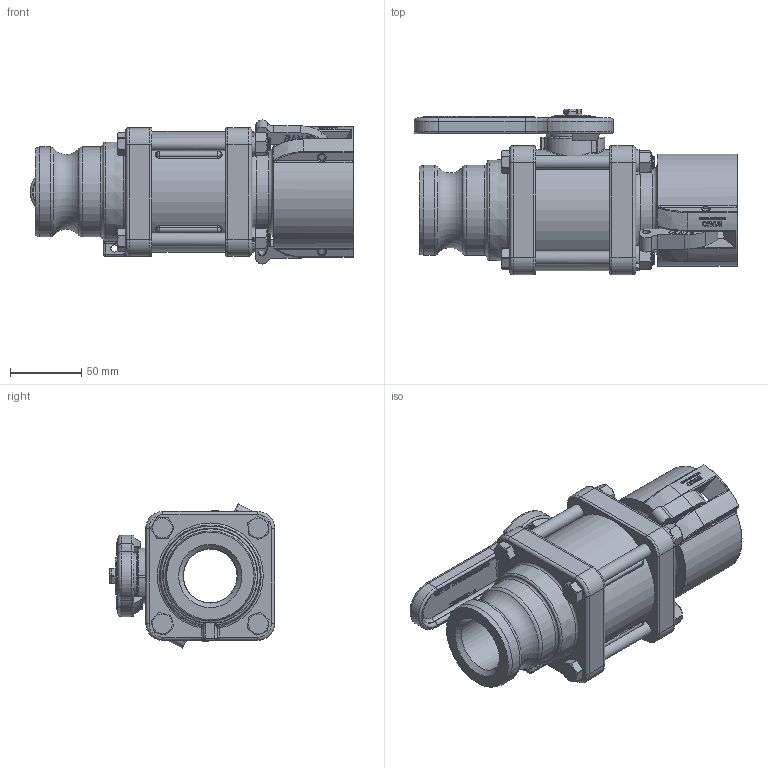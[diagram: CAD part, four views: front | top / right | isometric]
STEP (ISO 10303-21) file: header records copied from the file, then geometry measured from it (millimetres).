
FILE_DESCRIPTION(/* description */ ('2" FMLE X MALE COUPLER VALVE'),/* implementation_level */ '2;1');
FILE_NAME(/* name */ 'VFB201.stp',/* time_stamp */ '2023-05-04T09:50:48-04:00',/* author */ ('MEG'),/* organization */ (''),/* preprocessor_version */ 'ST-DEVELOPER v18.1',/* originating_system */ 'Autodesk Inventor 2022',/* authorisation */ '');
FILE_SCHEMA (('AUTOMOTIVE_DESIGN { 1 0 10303 214 3 1 1 }'));
Products named in the file (27): VFB201; V20254; V20017; V20018; V20019; V20020; V20021; V20151M; V20151; V20153SH; V20159; V20163; V20255A; V20255AM; V20255AX; V20258A; V20264; VB20256; VMB20256; VYMB20256; VYB20256; VXB20256; 150(200)XKS; 200P; VF20256; VXF20256; V20060
Assembly tree (39 placements, depth 6):
  VFB201
    V20254
    V20017  x4
    V20018  x4
    V20019  x4
    V20020
    V20021
    V20151M
      V20151
    V20153SH
    V20159
    V20163
    V20255A
      V20255AM
        V20255AX
    V20258A  x2
    V20264  x2
    VB20256
      VMB20256
        VYMB20256
          VYB20256
            VXB20256
      150(200)XKS  x2
      200P  x2
    VF20256
      VXF20256
    V20060
Bounding box: 227.08 x 116.1 x 101.05 mm (x, y, z)
Volume: 822916.8 mm3; surface area: 224122.1 mm2
Topology: 32 solids, 32 shells, 2678 faces, 6776 edges, 4320 vertices
Faces by surface type: plane 1140, cylinder 556, bspline 526, cone 349, torus 99, sphere 8
Full cylindrical faces by diameter (mm): 4.953 x2, 4.978 x1, 5.055 x1, 6.325 x2, 6.35 x4, 6.553 x2, 7.144 x1, 8.236 x60, 8.915 x4, 9.525 x64, 10.312 x8, 19.05 x1, 19.075 x1, 19.304 x1, 23.495 x2, 23.812 x1, 24.13 x1, 25.4 x1, 31.75 x1, 31.877 x1, 32.512 x1, 37.592 x1, 38.1 x4, 39.776 x2, 41.046 x2, 44.856 x2, 50.8 x2, 50.876 x1, 50.902 x1, 57.404 x1
Entity records: 68767 total; most frequent: CARTESIAN_POINT 21525, ORIENTED_EDGE 10224, DIRECTION 8395, EDGE_CURVE 5112, VERTEX_POINT 3276, LINE 2965, VECTOR 2965, AXIS2_PLACEMENT_3D 2715
